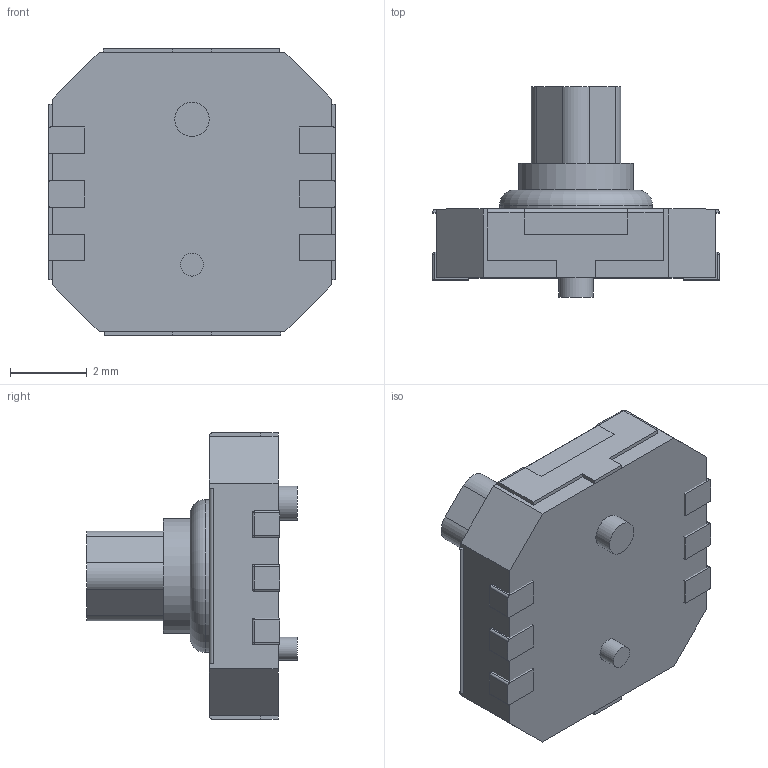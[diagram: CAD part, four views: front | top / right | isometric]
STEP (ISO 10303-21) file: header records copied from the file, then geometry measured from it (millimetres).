
FILE_DESCRIPTION(/* description */ (''),/* implementation_level */ '2;1');
FILE_NAME(/* name */ 'SF303GJ26.step',/* time_stamp */ '2018-02-24T21:08:17+01:00',/* author */ ('arturo182'),/* organization */ (''),/* preprocessor_version */ 'ST-DEVELOPER v16.13',/* originating_system */ 'Autodesk Translation Framework v6.5.0.72',/* authorisation */ '');
FILE_SCHEMA (('AUTOMOTIVE_DESIGN { 1 0 10303 214 3 1 1 }'));
Length unit declared in the file: millimetre
Products named in the file (1): SF303GJ26
Bounding box: 7.5 x 5.5 x 7.5 mm (x, y, z)
Volume: 131.1 mm3; surface area: 317.8 mm2
Topology: 18 solids, 18 shells, 177 faces, 388 edges, 247 vertices
Faces by surface type: plane 116, cylinder 48, sphere 12, torus 1
Full cylindrical faces by diameter (mm): 0.6 x1, 0.9 x1, 3 x1, 4 x1
Entity records: 4837 total; most frequent: DIRECTION 844, CARTESIAN_POINT 813, ORIENTED_EDGE 776, EDGE_CURVE 388, LINE 288, VECTOR 288, AXIS2_PLACEMENT_3D 278, VERTEX_POINT 247
